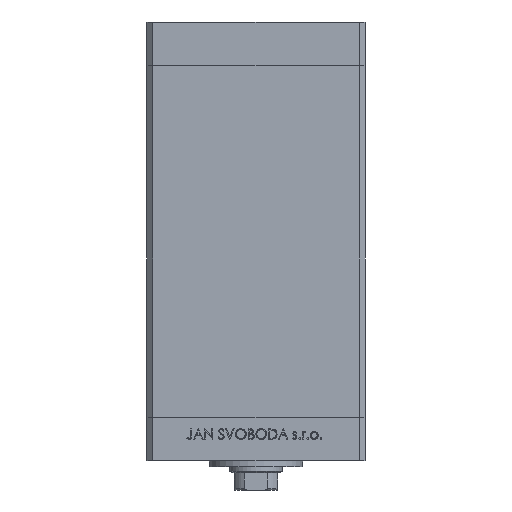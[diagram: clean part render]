
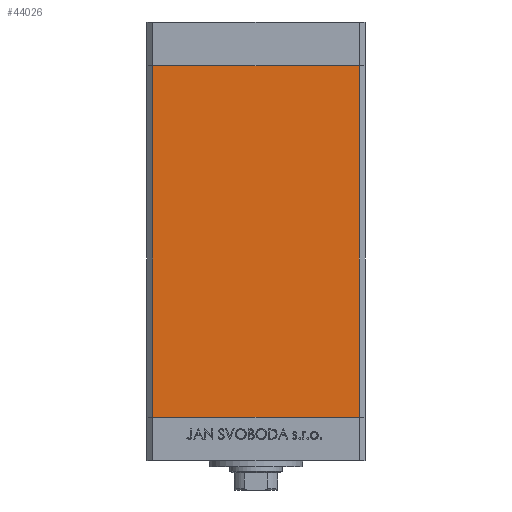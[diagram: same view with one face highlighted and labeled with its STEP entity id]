
A CAD part, front view. The second image highlights one B-rep face of the part: STEP entity #44026.
In plain terms, the highlighted planar face has unit normal (0, -1, 0).
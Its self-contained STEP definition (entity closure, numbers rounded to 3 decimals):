
#1613 = CARTESIAN_POINT ( 'NONE',  ( 35.5, -32.5, 121. ) ) ;
#3318 = VECTOR ( 'NONE', #39410, 1000. ) ;
#5773 = LINE ( 'NONE', #39171, #3318 ) ;
#6945 = ORIENTED_EDGE ( 'NONE', *, *, #45944, .T. ) ;
#7043 = CARTESIAN_POINT ( 'NONE',  ( -35.5, -32.5, 121. ) ) ;
#8787 = EDGE_LOOP ( 'NONE', ( #17415, #12719, #27974, #6945 ) ) ;
#10812 = VECTOR ( 'NONE', #47216, 1000. ) ;
#12642 = EDGE_CURVE ( 'NONE', #33855, #28897, #49188, .T. ) ;
#12719 = ORIENTED_EDGE ( 'NONE', *, *, #31544, .F. ) ;
#12919 = LINE ( 'NONE', #39557, #45379 ) ;
#15297 = CARTESIAN_POINT ( 'NONE',  ( -35.5, -32.5, 0. ) ) ;
#16718 = DIRECTION ( 'NONE',  ( 0., 1., 0. ) ) ;
#17415 = ORIENTED_EDGE ( 'NONE', *, *, #12642, .T. ) ;
#19011 = VECTOR ( 'NONE', #26747, 1000. ) ;
#19108 = EDGE_CURVE ( 'NONE', #40384, #43232, #5773, .T. ) ;
#24021 = CARTESIAN_POINT ( 'NONE',  ( 35.5, -32.5, 121. ) ) ;
#25418 = DIRECTION ( 'NONE',  ( 0., 0., 1. ) ) ;
#26747 = DIRECTION ( 'NONE',  ( 1., 0., 0. ) ) ;
#27974 = ORIENTED_EDGE ( 'NONE', *, *, #19108, .F. ) ;
#28668 = CARTESIAN_POINT ( 'NONE',  ( -35.5, -32.5, 121. ) ) ;
#28854 = CARTESIAN_POINT ( 'NONE',  ( -35.5, -32.5, 0. ) ) ;
#28897 = VERTEX_POINT ( 'NONE', #46145 ) ;
#31544 = EDGE_CURVE ( 'NONE', #43232, #28897, #35749, .T. ) ;
#33855 = VERTEX_POINT ( 'NONE', #28854 ) ;
#35749 = LINE ( 'NONE', #1613, #10812 ) ;
#35829 = DIRECTION ( 'NONE',  ( 0., 0., -1. ) ) ;
#36632 = PLANE ( 'NONE',  #47693 ) ;
#39171 = CARTESIAN_POINT ( 'NONE',  ( -35.5, -32.5, 121. ) ) ;
#39410 = DIRECTION ( 'NONE',  ( 1., 0., 0. ) ) ;
#39557 = CARTESIAN_POINT ( 'NONE',  ( -35.5, -32.5, 121. ) ) ;
#40116 = FACE_OUTER_BOUND ( 'NONE', #8787, .T. ) ;
#40384 = VERTEX_POINT ( 'NONE', #7043 ) ;
#43232 = VERTEX_POINT ( 'NONE', #24021 ) ;
#44026 = ADVANCED_FACE ( 'NONE', ( #40116 ), #36632, .F. ) ;
#45379 = VECTOR ( 'NONE', #35829, 1000. ) ;
#45944 = EDGE_CURVE ( 'NONE', #40384, #33855, #12919, .T. ) ;
#46145 = CARTESIAN_POINT ( 'NONE',  ( 35.5, -32.5, 0. ) ) ;
#47216 = DIRECTION ( 'NONE',  ( 0., 0., -1. ) ) ;
#47693 = AXIS2_PLACEMENT_3D ( 'NONE', #28668, #16718, #25418 ) ;
#49188 = LINE ( 'NONE', #15297, #19011 ) ;
